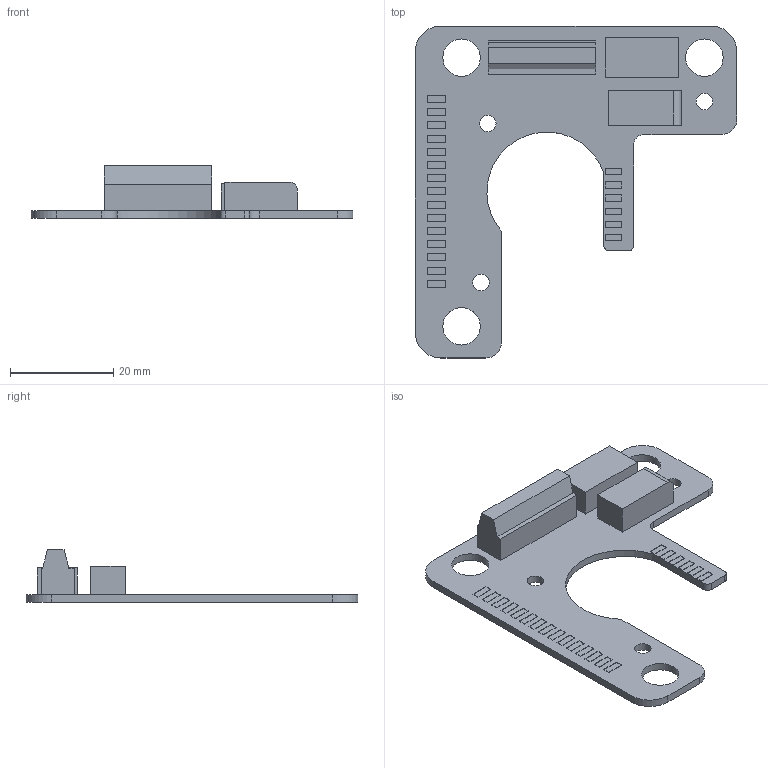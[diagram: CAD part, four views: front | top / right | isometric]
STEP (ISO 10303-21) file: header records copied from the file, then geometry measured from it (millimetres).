
FILE_DESCRIPTION(/* description */ (''),/* implementation_level */ '2;1');
FILE_NAME(/* name */ 'Tool plate board.step',/* time_stamp */ '2021-12-09T00:51:17-05:00',/* author */ (''),/* organization */ (''),/* preprocessor_version */ 'ST-DEVELOPER v18.1',/* originating_system */ 'Autodesk Translation Framework v10.10.0.1391',/* authorisation */ '');
FILE_SCHEMA (('AUTOMOTIVE_DESIGN { 1 0 10303 214 3 1 1 }'));
Length unit declared in the file: millimetre
Products named in the file (1): Tool plate board
Bounding box: 62.3 x 64.25 x 10.2 mm (x, y, z)
Volume: 5044.4 mm3; surface area: 5441.6 mm2
Topology: 1 solids, 1 shells, 151 faces, 375 edges, 250 vertices
Faces by surface type: plane 135, cylinder 16
Full cylindrical faces by diameter (mm): 3.2 x3, 7.25 x3
Entity records: 4478 total; most frequent: CARTESIAN_POINT 777, ORIENTED_EDGE 750, DIRECTION 711, EDGE_CURVE 375, LINE 343, VECTOR 343, VERTEX_POINT 250, EDGE_LOOP 187
